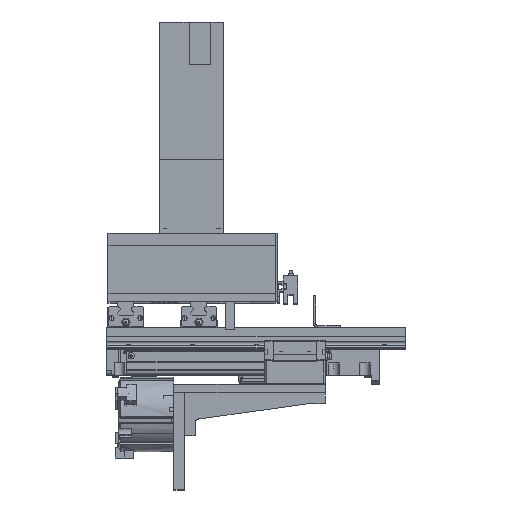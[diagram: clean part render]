
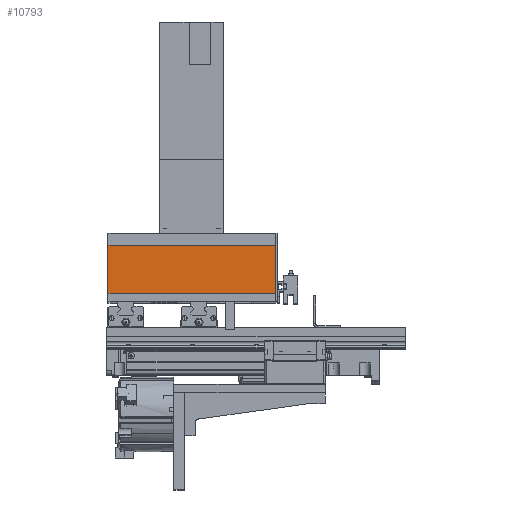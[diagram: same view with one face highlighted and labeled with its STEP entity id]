
A CAD part, top view. The second image highlights one B-rep face of the part: STEP entity #10793.
In plain terms, the highlighted free-form (B-spline) face has degree [1, 1] with [2, 2] control points.
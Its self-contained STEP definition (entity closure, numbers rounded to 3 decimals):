
#10710 = VERTEX_POINT('',#10711);
#10711 = CARTESIAN_POINT('',(-125.753,-42.586,
    600.82));
#10716 = EDGE_CURVE('',#10717,#10710,#10719,.T.);
#10717 = VERTEX_POINT('',#10718);
#10718 = CARTESIAN_POINT('',(-125.753,22.563,
    600.82));
#10719 = B_SPLINE_CURVE_WITH_KNOTS('',1,(#10720,#10721),.UNSPECIFIED.,
  .F.,.F.,(2,2),(-45.,0.),.PIECEWISE_BEZIER_KNOTS.);
#10720 = CARTESIAN_POINT('',(-125.753,22.563,
    600.82));
#10721 = CARTESIAN_POINT('',(-125.753,-42.586,
    600.82));
#10738 = EDGE_CURVE('',#10739,#10717,#10741,.T.);
#10739 = VERTEX_POINT('',#10740);
#10740 = CARTESIAN_POINT('',(101.546,22.563,
    600.82));
#10741 = B_SPLINE_CURVE_WITH_KNOTS('',1,(#10742,#10743),.UNSPECIFIED.,
  .F.,.F.,(2,2),(-157.,0.),.PIECEWISE_BEZIER_KNOTS.);
#10742 = CARTESIAN_POINT('',(101.546,22.563,
    600.82));
#10743 = CARTESIAN_POINT('',(-125.753,22.563,
    600.82));
#10760 = EDGE_CURVE('',#10761,#10739,#10763,.T.);
#10761 = VERTEX_POINT('',#10762);
#10762 = CARTESIAN_POINT('',(101.546,-42.586,
    600.82));
#10763 = B_SPLINE_CURVE_WITH_KNOTS('',1,(#10764,#10765),.UNSPECIFIED.,
  .F.,.F.,(2,2),(-45.,0.),.PIECEWISE_BEZIER_KNOTS.);
#10764 = CARTESIAN_POINT('',(101.546,-42.586,
    600.82));
#10765 = CARTESIAN_POINT('',(101.546,22.563,
    600.82));
#10782 = EDGE_CURVE('',#10710,#10761,#10783,.T.);
#10783 = B_SPLINE_CURVE_WITH_KNOTS('',1,(#10784,#10785),.UNSPECIFIED.,
  .F.,.F.,(2,2),(-157.,0.),.PIECEWISE_BEZIER_KNOTS.);
#10784 = CARTESIAN_POINT('',(-125.753,-42.586,
    600.82));
#10785 = CARTESIAN_POINT('',(101.546,-42.586,
    600.82));
#10793 = ADVANCED_FACE('',(#10794),#10800,.T.);
#10794 = FACE_BOUND('',#10795,.T.);
#10795 = EDGE_LOOP('',(#10796,#10797,#10798,#10799));
#10796 = ORIENTED_EDGE('',*,*,#10782,.T.);
#10797 = ORIENTED_EDGE('',*,*,#10760,.T.);
#10798 = ORIENTED_EDGE('',*,*,#10738,.T.);
#10799 = ORIENTED_EDGE('',*,*,#10716,.T.);
#10800 = B_SPLINE_SURFACE_WITH_KNOTS('',1,1,(
    (#10801,#10802)
    ,(#10803,#10804
  )),.UNSPECIFIED.,.F.,.F.,.F.,(2,2),(2,2),(-78.5,78.5),(-22.5,22.5),
  .PIECEWISE_BEZIER_KNOTS.);
#10801 = CARTESIAN_POINT('',(-125.753,-42.586,
    600.82));
#10802 = CARTESIAN_POINT('',(-125.753,22.563,
    600.82));
#10803 = CARTESIAN_POINT('',(101.546,-42.586,
    600.82));
#10804 = CARTESIAN_POINT('',(101.546,22.563,
    600.82));
